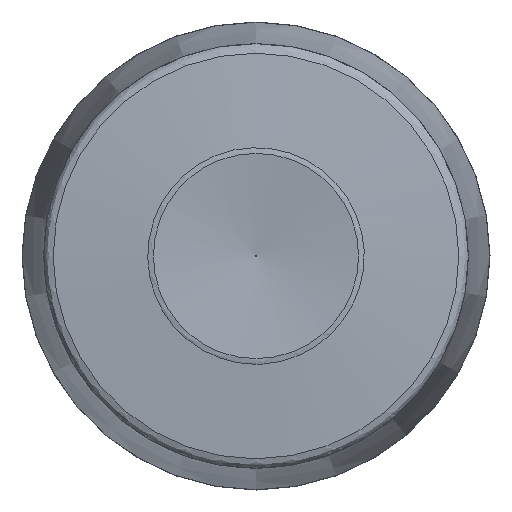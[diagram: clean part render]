
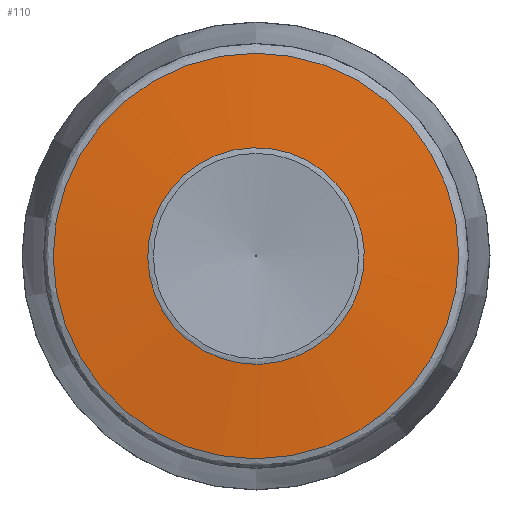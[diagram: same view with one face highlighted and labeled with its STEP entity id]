
A CAD part, left-side view. The second image highlights one B-rep face of the part: STEP entity #110.
In plain terms, the highlighted face is a revolution surface.
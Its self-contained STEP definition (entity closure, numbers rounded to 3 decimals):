
#25=LINE('',#628,#29);
#29=VECTOR('',#532,10.997);
#34=SURFACE_OF_REVOLUTION('',#25,#41);
#41=AXIS1_PLACEMENT('',#629,#533);
#110=ADVANCED_FACE('',(#165,#166),#34,.F.);
#165=FACE_BOUND('',#221,.T.);
#166=FACE_BOUND('',#222,.T.);
#221=EDGE_LOOP('',(#277));
#222=EDGE_LOOP('',(#278));
#277=ORIENTED_EDGE('',*,*,#339,.F.);
#278=ORIENTED_EDGE('',*,*,#337,.T.);
#309=VERTEX_POINT('',#619);
#311=VERTEX_POINT('',#627);
#337=EDGE_CURVE('',#309,#309,#365,.T.);
#339=EDGE_CURVE('',#311,#311,#368,.T.);
#365=CIRCLE('',#420,12.493);
#368=CIRCLE('',#423,23.401);
#420=AXIS2_PLACEMENT_3D('',#618,#521,#522);
#423=AXIS2_PLACEMENT_3D('',#626,#530,#531);
#521=DIRECTION('',(1.,0.,0.));
#522=DIRECTION('',(0.,0.,-1.));
#530=DIRECTION('',(1.,0.,0.));
#531=DIRECTION('',(0.,0.,-1.));
#532=DIRECTION('',(-0.078,0.989,-0.121));
#533=DIRECTION('',(1.,0.,0.));
#618=CARTESIAN_POINT('',(0.125,0.,0.));
#619=CARTESIAN_POINT('',(0.125,0.,-12.493));
#626=CARTESIAN_POINT('',(0.987,0.,0.));
#627=CARTESIAN_POINT('',(0.987,0.,-23.401));
#628=CARTESIAN_POINT('',(0.987,-22.954,4.55));
#629=CARTESIAN_POINT('',(11.,0.,0.));
